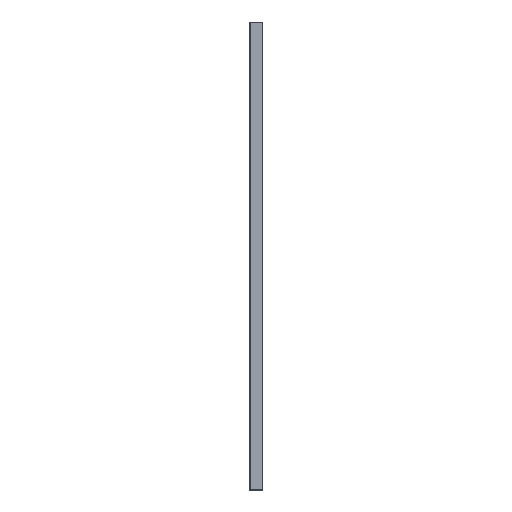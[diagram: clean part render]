
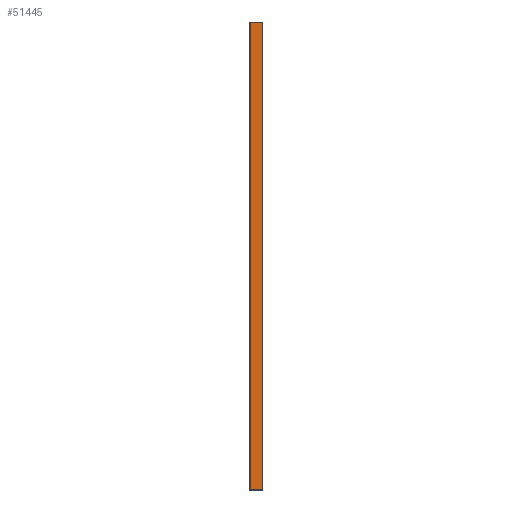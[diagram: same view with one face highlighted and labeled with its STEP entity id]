
A CAD part, front view. The second image highlights one B-rep face of the part: STEP entity #51445.
In plain terms, the highlighted planar face has unit normal (0, -1, 0).
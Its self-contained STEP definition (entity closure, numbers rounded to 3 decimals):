
#38630 = PLANE('',#38631);
#38631 = AXIS2_PLACEMENT_3D('',#38632,#38633,#38634);
#38632 = CARTESIAN_POINT('',(4.,-8.95,0.05));
#38633 = DIRECTION('',(0.,0.707,0.707));
#38634 = DIRECTION('',(1.,0.,0.));
#38989 = PLANE('',#38990);
#38990 = AXIS2_PLACEMENT_3D('',#38991,#38992,#38993);
#38991 = CARTESIAN_POINT('',(4.,-8.95,299.95));
#38992 = DIRECTION('',(0.,-0.707,
    0.707));
#38993 = DIRECTION('',(1.,0.,0.));
#39327 = PLANE('',#39328);
#39328 = AXIS2_PLACEMENT_3D('',#39329,#39330,#39331);
#39329 = CARTESIAN_POINT('',(-3.9,-8.9,0.));
#39330 = DIRECTION('',(-0.707,-0.707,
    0.));
#39331 = DIRECTION('',(0.,0.,1.));
#43911 = VERTEX_POINT('',#43912);
#43912 = CARTESIAN_POINT('',(3.9,-9.,0.1));
#43933 = EDGE_CURVE('',#43911,#43934,#43936,.T.);
#43934 = VERTEX_POINT('',#43935);
#43935 = CARTESIAN_POINT('',(-3.8,-9.,0.1));
#43936 = SURFACE_CURVE('',#43937,(#43941,#43948),.PCURVE_S1.);
#43937 = LINE('',#43938,#43939);
#43938 = CARTESIAN_POINT('',(4.,-9.,0.1));
#43939 = VECTOR('',#43940,1.);
#43940 = DIRECTION('',(-1.,0.,0.));
#43941 = PCURVE('',#38630,#43942);
#43942 = DEFINITIONAL_REPRESENTATION('',(#43943),#43947);
#43943 = LINE('',#43944,#43945);
#43944 = CARTESIAN_POINT('',(0.,-0.071));
#43945 = VECTOR('',#43946,1.);
#43946 = DIRECTION('',(-1.,0.));
#43947 = ( GEOMETRIC_REPRESENTATION_CONTEXT(2) 
PARAMETRIC_REPRESENTATION_CONTEXT() REPRESENTATION_CONTEXT('2D SPACE',''
  ) );
#43948 = PCURVE('',#43949,#43954);
#43949 = PLANE('',#43950);
#43950 = AXIS2_PLACEMENT_3D('',#43951,#43952,#43953);
#43951 = CARTESIAN_POINT('',(4.,-9.,0.));
#43952 = DIRECTION('',(0.,-1.,0.));
#43953 = DIRECTION('',(-1.,0.,0.));
#43954 = DEFINITIONAL_REPRESENTATION('',(#43955),#43959);
#43955 = LINE('',#43956,#43957);
#43956 = CARTESIAN_POINT('',(0.,-0.1));
#43957 = VECTOR('',#43958,1.);
#43958 = DIRECTION('',(1.,0.));
#43959 = ( GEOMETRIC_REPRESENTATION_CONTEXT(2) 
PARAMETRIC_REPRESENTATION_CONTEXT() REPRESENTATION_CONTEXT('2D SPACE',''
  ) );
#44259 = VERTEX_POINT('',#44260);
#44260 = CARTESIAN_POINT('',(3.9,-9.,299.9));
#44281 = EDGE_CURVE('',#44259,#44282,#44284,.T.);
#44282 = VERTEX_POINT('',#44283);
#44283 = CARTESIAN_POINT('',(-3.8,-9.,299.9));
#44284 = SURFACE_CURVE('',#44285,(#44289,#44296),.PCURVE_S1.);
#44285 = LINE('',#44286,#44287);
#44286 = CARTESIAN_POINT('',(4.,-9.,299.9));
#44287 = VECTOR('',#44288,1.);
#44288 = DIRECTION('',(-1.,0.,0.));
#44289 = PCURVE('',#38989,#44290);
#44290 = DEFINITIONAL_REPRESENTATION('',(#44291),#44295);
#44291 = LINE('',#44292,#44293);
#44292 = CARTESIAN_POINT('',(0.,-0.071));
#44293 = VECTOR('',#44294,1.);
#44294 = DIRECTION('',(-1.,0.));
#44295 = ( GEOMETRIC_REPRESENTATION_CONTEXT(2) 
PARAMETRIC_REPRESENTATION_CONTEXT() REPRESENTATION_CONTEXT('2D SPACE',''
  ) );
#44296 = PCURVE('',#43949,#44297);
#44297 = DEFINITIONAL_REPRESENTATION('',(#44298),#44302);
#44298 = LINE('',#44299,#44300);
#44299 = CARTESIAN_POINT('',(0.,-299.9));
#44300 = VECTOR('',#44301,1.);
#44301 = DIRECTION('',(1.,0.));
#44302 = ( GEOMETRIC_REPRESENTATION_CONTEXT(2) 
PARAMETRIC_REPRESENTATION_CONTEXT() REPRESENTATION_CONTEXT('2D SPACE',''
  ) );
#44383 = EDGE_CURVE('',#43934,#44282,#44384,.T.);
#44384 = SURFACE_CURVE('',#44385,(#44389,#44396),.PCURVE_S1.);
#44385 = LINE('',#44386,#44387);
#44386 = CARTESIAN_POINT('',(-3.8,-9.,0.));
#44387 = VECTOR('',#44388,1.);
#44388 = DIRECTION('',(0.,0.,1.));
#44389 = PCURVE('',#39327,#44390);
#44390 = DEFINITIONAL_REPRESENTATION('',(#44391),#44395);
#44391 = LINE('',#44392,#44393);
#44392 = CARTESIAN_POINT('',(0.,-0.141));
#44393 = VECTOR('',#44394,1.);
#44394 = DIRECTION('',(1.,0.));
#44395 = ( GEOMETRIC_REPRESENTATION_CONTEXT(2) 
PARAMETRIC_REPRESENTATION_CONTEXT() REPRESENTATION_CONTEXT('2D SPACE',''
  ) );
#44396 = PCURVE('',#43949,#44397);
#44397 = DEFINITIONAL_REPRESENTATION('',(#44398),#44402);
#44398 = LINE('',#44399,#44400);
#44399 = CARTESIAN_POINT('',(7.8,0.));
#44400 = VECTOR('',#44401,1.);
#44401 = DIRECTION('',(0.,-1.));
#44402 = ( GEOMETRIC_REPRESENTATION_CONTEXT(2) 
PARAMETRIC_REPRESENTATION_CONTEXT() REPRESENTATION_CONTEXT('2D SPACE',''
  ) );
#51035 = PLANE('',#51036);
#51036 = AXIS2_PLACEMENT_3D('',#51037,#51038,#51039);
#51037 = CARTESIAN_POINT('',(3.95,-8.95,0.));
#51038 = DIRECTION('',(0.707,-0.707,0.));
#51039 = DIRECTION('',(0.,0.,1.));
#51445 = ADVANCED_FACE('',(#51446),#43949,.T.);
#51446 = FACE_BOUND('',#51447,.T.);
#51447 = EDGE_LOOP('',(#51448,#51469,#51470,#51471));
#51448 = ORIENTED_EDGE('',*,*,#51449,.T.);
#51449 = EDGE_CURVE('',#43911,#44259,#51450,.T.);
#51450 = SURFACE_CURVE('',#51451,(#51455,#51462),.PCURVE_S1.);
#51451 = LINE('',#51452,#51453);
#51452 = CARTESIAN_POINT('',(3.9,-9.,0.));
#51453 = VECTOR('',#51454,1.);
#51454 = DIRECTION('',(0.,0.,1.));
#51455 = PCURVE('',#43949,#51456);
#51456 = DEFINITIONAL_REPRESENTATION('',(#51457),#51461);
#51457 = LINE('',#51458,#51459);
#51458 = CARTESIAN_POINT('',(0.1,0.));
#51459 = VECTOR('',#51460,1.);
#51460 = DIRECTION('',(0.,-1.));
#51461 = ( GEOMETRIC_REPRESENTATION_CONTEXT(2) 
PARAMETRIC_REPRESENTATION_CONTEXT() REPRESENTATION_CONTEXT('2D SPACE',''
  ) );
#51462 = PCURVE('',#51035,#51463);
#51463 = DEFINITIONAL_REPRESENTATION('',(#51464),#51468);
#51464 = LINE('',#51465,#51466);
#51465 = CARTESIAN_POINT('',(0.,0.071));
#51466 = VECTOR('',#51467,1.);
#51467 = DIRECTION('',(1.,0.));
#51468 = ( GEOMETRIC_REPRESENTATION_CONTEXT(2) 
PARAMETRIC_REPRESENTATION_CONTEXT() REPRESENTATION_CONTEXT('2D SPACE',''
  ) );
#51469 = ORIENTED_EDGE('',*,*,#44281,.T.);
#51470 = ORIENTED_EDGE('',*,*,#44383,.F.);
#51471 = ORIENTED_EDGE('',*,*,#43933,.F.);
